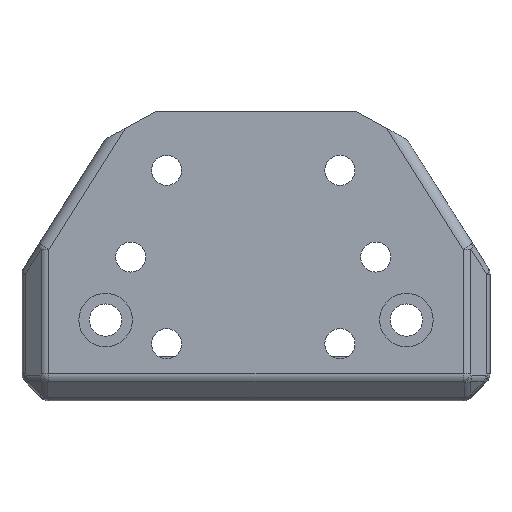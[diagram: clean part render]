
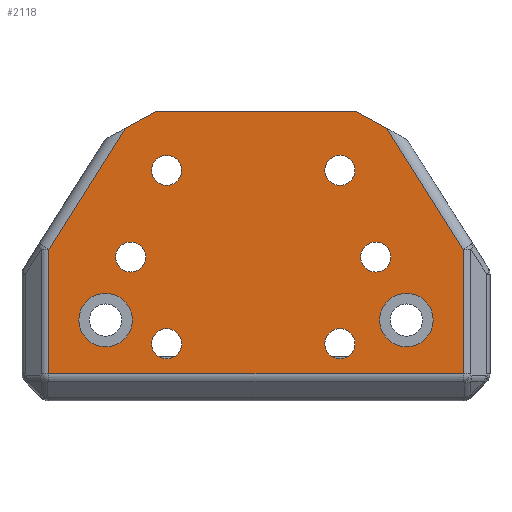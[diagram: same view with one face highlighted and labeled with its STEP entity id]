
A CAD part, front view. The second image highlights one B-rep face of the part: STEP entity #2118.
In plain terms, the highlighted planar face has unit normal (0, -1, 0).
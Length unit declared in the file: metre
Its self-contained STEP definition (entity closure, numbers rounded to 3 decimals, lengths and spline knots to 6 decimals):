
#82=CIRCLE('',#2263,0.0024);
#83=CIRCLE('',#2264,0.0024);
#84=CIRCLE('',#2265,0.00135);
#85=CIRCLE('',#2266,0.00135);
#86=CIRCLE('',#2267,0.00135);
#87=CIRCLE('',#2268,0.00135);
#88=CIRCLE('',#2269,0.00135);
#89=CIRCLE('',#2270,0.00135);
#192=ORIENTED_EDGE('',*,*,#796,.F.);
#193=ORIENTED_EDGE('',*,*,#797,.F.);
#194=ORIENTED_EDGE('',*,*,#798,.F.);
#195=ORIENTED_EDGE('',*,*,#799,.F.);
#196=ORIENTED_EDGE('',*,*,#800,.F.);
#197=ORIENTED_EDGE('',*,*,#801,.F.);
#198=ORIENTED_EDGE('',*,*,#802,.F.);
#199=ORIENTED_EDGE('',*,*,#803,.F.);
#200=ORIENTED_EDGE('',*,*,#804,.T.);
#201=ORIENTED_EDGE('',*,*,#805,.T.);
#202=ORIENTED_EDGE('',*,*,#806,.T.);
#203=ORIENTED_EDGE('',*,*,#807,.T.);
#204=ORIENTED_EDGE('',*,*,#808,.T.);
#205=ORIENTED_EDGE('',*,*,#809,.T.);
#206=ORIENTED_EDGE('',*,*,#810,.T.);
#207=ORIENTED_EDGE('',*,*,#811,.F.);
#796=EDGE_CURVE('',#1097,#1097,#82,.T.);
#797=EDGE_CURVE('',#1098,#1098,#83,.T.);
#798=EDGE_CURVE('',#1099,#1099,#84,.T.);
#799=EDGE_CURVE('',#1100,#1100,#85,.T.);
#800=EDGE_CURVE('',#1101,#1101,#86,.T.);
#801=EDGE_CURVE('',#1102,#1102,#87,.T.);
#802=EDGE_CURVE('',#1103,#1103,#88,.T.);
#803=EDGE_CURVE('',#1104,#1104,#89,.T.);
#804=EDGE_CURVE('',#1105,#1106,#1295,.T.);
#805=EDGE_CURVE('',#1106,#1107,#1296,.T.);
#806=EDGE_CURVE('',#1107,#1108,#1297,.T.);
#807=EDGE_CURVE('',#1108,#1109,#1298,.T.);
#808=EDGE_CURVE('',#1109,#1110,#1299,.T.);
#809=EDGE_CURVE('',#1110,#1111,#1300,.T.);
#810=EDGE_CURVE('',#1111,#1112,#1301,.T.);
#811=EDGE_CURVE('',#1105,#1112,#1302,.T.);
#1097=VERTEX_POINT('',#3181);
#1098=VERTEX_POINT('',#3183);
#1099=VERTEX_POINT('',#3185);
#1100=VERTEX_POINT('',#3187);
#1101=VERTEX_POINT('',#3189);
#1102=VERTEX_POINT('',#3191);
#1103=VERTEX_POINT('',#3193);
#1104=VERTEX_POINT('',#3195);
#1105=VERTEX_POINT('',#3197);
#1106=VERTEX_POINT('',#3198);
#1107=VERTEX_POINT('',#3200);
#1108=VERTEX_POINT('',#3202);
#1109=VERTEX_POINT('',#3204);
#1110=VERTEX_POINT('',#3206);
#1111=VERTEX_POINT('',#3208);
#1112=VERTEX_POINT('',#3210);
#1295=LINE('',#3196,#1504);
#1296=LINE('',#3199,#1505);
#1297=LINE('',#3201,#1506);
#1298=LINE('',#3203,#1507);
#1299=LINE('',#3205,#1508);
#1300=LINE('',#3207,#1509);
#1301=LINE('',#3209,#1510);
#1302=LINE('',#3211,#1511);
#1504=VECTOR('',#2529,1.);
#1505=VECTOR('',#2530,1.);
#1506=VECTOR('',#2531,1.);
#1507=VECTOR('',#2532,1.);
#1508=VECTOR('',#2533,1.);
#1509=VECTOR('',#2534,1.);
#1510=VECTOR('',#2535,1.);
#1511=VECTOR('',#2536,1.);
#1695=EDGE_LOOP('',(#192));
#1696=EDGE_LOOP('',(#193));
#1697=EDGE_LOOP('',(#194));
#1698=EDGE_LOOP('',(#195));
#1699=EDGE_LOOP('',(#196));
#1700=EDGE_LOOP('',(#197));
#1701=EDGE_LOOP('',(#198));
#1702=EDGE_LOOP('',(#199));
#1703=EDGE_LOOP('',(#200,#201,#202,#203,#204,#205,#206,#207));
#1872=FACE_BOUND('',#1695,.T.);
#1873=FACE_BOUND('',#1696,.T.);
#1874=FACE_BOUND('',#1697,.T.);
#1875=FACE_BOUND('',#1698,.T.);
#1876=FACE_BOUND('',#1699,.T.);
#1877=FACE_BOUND('',#1700,.T.);
#1878=FACE_BOUND('',#1701,.T.);
#1879=FACE_BOUND('',#1702,.T.);
#1880=FACE_BOUND('',#1703,.T.);
#2049=PLANE('',#2262);
#2118=ADVANCED_FACE('',(#1872,#1873,#1874,#1875,#1876,#1877,#1878,#1879,
#1880),#2049,.T.);
#2262=AXIS2_PLACEMENT_3D('',#3179,#2511,#2512);
#2263=AXIS2_PLACEMENT_3D('',#3180,#2513,#2514);
#2264=AXIS2_PLACEMENT_3D('',#3182,#2515,#2516);
#2265=AXIS2_PLACEMENT_3D('',#3184,#2517,#2518);
#2266=AXIS2_PLACEMENT_3D('',#3186,#2519,#2520);
#2267=AXIS2_PLACEMENT_3D('',#3188,#2521,#2522);
#2268=AXIS2_PLACEMENT_3D('',#3190,#2523,#2524);
#2269=AXIS2_PLACEMENT_3D('',#3192,#2525,#2526);
#2270=AXIS2_PLACEMENT_3D('',#3194,#2527,#2528);
#2511=DIRECTION('',(0.,-1.,0.));
#2512=DIRECTION('',(1.,0.,0.));
#2513=DIRECTION('',(0.,-1.,0.));
#2514=DIRECTION('',(0.,0.,-1.));
#2515=DIRECTION('',(0.,-1.,0.));
#2516=DIRECTION('',(0.,0.,-1.));
#2517=DIRECTION('',(0.,-1.,0.));
#2518=DIRECTION('',(1.,0.,0.));
#2519=DIRECTION('',(0.,-1.,0.));
#2520=DIRECTION('',(1.,0.,0.));
#2521=DIRECTION('',(0.,-1.,0.));
#2522=DIRECTION('',(1.,0.,0.));
#2523=DIRECTION('',(0.,-1.,0.));
#2524=DIRECTION('',(1.,0.,0.));
#2525=DIRECTION('',(0.,-1.,0.));
#2526=DIRECTION('',(1.,0.,0.));
#2527=DIRECTION('',(0.,-1.,0.));
#2528=DIRECTION('',(1.,0.,0.));
#2529=DIRECTION('',(-0.876,0.,-0.483));
#2530=DIRECTION('',(-0.534,0.,-0.845));
#2531=DIRECTION('',(0.,0.,-1.));
#2532=DIRECTION('',(1.,0.,0.));
#2533=DIRECTION('',(0.,0.,1.));
#2534=DIRECTION('',(-0.534,0.,0.845));
#2535=DIRECTION('',(-0.876,0.,0.483));
#2536=DIRECTION('',(1.,0.,0.));
#3179=CARTESIAN_POINT('',(0.,-0.030347,0.009));
#3180=CARTESIAN_POINT('',(0.0135,-0.030347,0.00325));
#3181=CARTESIAN_POINT('',(0.0135,-0.030347,0.00085));
#3182=CARTESIAN_POINT('',(-0.0135,-0.030347,0.00325));
#3183=CARTESIAN_POINT('',(-0.0135,-0.030347,0.00085));
#3184=CARTESIAN_POINT('',(0.007528,-0.030347,0.016682));
#3185=CARTESIAN_POINT('',(0.008878,-0.030347,0.016682));
#3186=CARTESIAN_POINT('',(0.01075,-0.030347,0.008904));
#3187=CARTESIAN_POINT('',(0.0121,-0.030347,0.008904));
#3188=CARTESIAN_POINT('',(0.007528,-0.030347,0.001126));
#3189=CARTESIAN_POINT('',(0.008878,-0.030347,0.001126));
#3190=CARTESIAN_POINT('',(-0.008028,-0.030347,0.001126));
#3191=CARTESIAN_POINT('',(-0.006678,-0.030347,0.001126));
#3192=CARTESIAN_POINT('',(-0.01125,-0.030347,0.008904));
#3193=CARTESIAN_POINT('',(-0.0099,-0.030347,0.008904));
#3194=CARTESIAN_POINT('',(-0.008028,-0.030347,0.016682));
#3195=CARTESIAN_POINT('',(-0.006678,-0.030347,0.016682));
#3196=CARTESIAN_POINT('',(-0.007578,-0.030347,0.022749));
#3197=CARTESIAN_POINT('',(-0.008936,-0.030347,0.022));
#3198=CARTESIAN_POINT('',(-0.011724,-0.030347,0.020464));
#3199=CARTESIAN_POINT('',(-0.013557,-0.030347,0.017562));
#3200=CARTESIAN_POINT('',(-0.018586,-0.030347,0.009599));
#3201=CARTESIAN_POINT('',(-0.018586,-0.030347,-0.002));
#3202=CARTESIAN_POINT('',(-0.018586,-0.030347,-0.001586));
#3203=CARTESIAN_POINT('',(0.019,-0.030347,-0.001586));
#3204=CARTESIAN_POINT('',(0.018586,-0.030347,-0.001586));
#3205=CARTESIAN_POINT('',(0.018586,-0.030347,0.010816));
#3206=CARTESIAN_POINT('',(0.018586,-0.030347,0.009599));
#3207=CARTESIAN_POINT('',(0.013557,-0.030347,0.017562));
#3208=CARTESIAN_POINT('',(0.011724,-0.030347,0.020464));
#3209=CARTESIAN_POINT('',(0.007578,-0.030347,0.022749));
#3210=CARTESIAN_POINT('',(0.008936,-0.030347,0.022));
#3211=CARTESIAN_POINT('',(-0.021,-0.030347,0.022));
